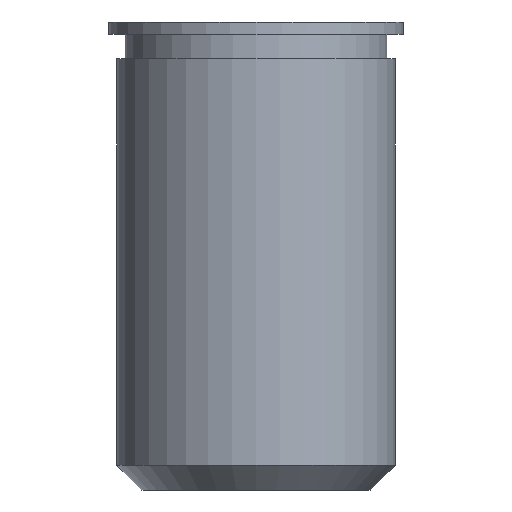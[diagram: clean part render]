
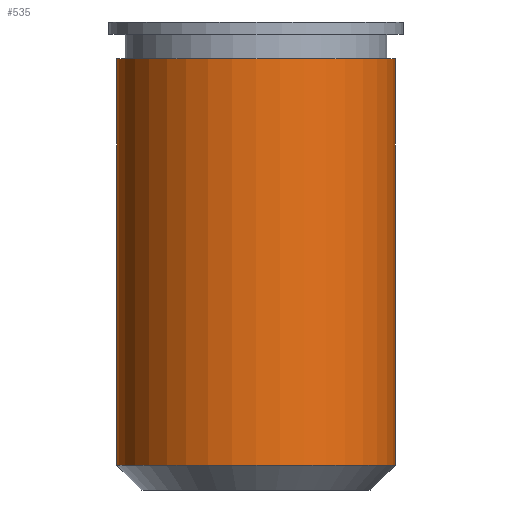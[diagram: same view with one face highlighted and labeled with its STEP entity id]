
A CAD part, front view. The second image highlights one B-rep face of the part: STEP entity #535.
In plain terms, the highlighted cylindrical face has radius 4.312 mm (diameter 8.623 mm), a partial arc.
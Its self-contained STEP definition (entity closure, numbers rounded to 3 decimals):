
#15 = CARTESIAN_POINT ( 'NONE',  ( -4.312, 0., 7.25 ) ) ;
#23 = DIRECTION ( 'NONE',  ( 0., 0., 1. ) ) ;
#28 = VECTOR ( 'NONE', #549, 1000. ) ;
#49 = VERTEX_POINT ( 'NONE', #231 ) ;
#91 = CARTESIAN_POINT ( 'NONE',  ( -4.312, 0., -6.488 ) ) ;
#95 = CARTESIAN_POINT ( 'NONE',  ( 4.312, 0., -6.488 ) ) ;
#112 = VERTEX_POINT ( 'NONE', #540 ) ;
#143 = ORIENTED_EDGE ( 'NONE', *, *, #500, .F. ) ;
#188 = ORIENTED_EDGE ( 'NONE', *, *, #401, .T. ) ;
#189 = LINE ( 'NONE', #15, #546 ) ;
#194 = CARTESIAN_POINT ( 'NONE',  ( 0., 0., -6.488 ) ) ;
#196 = DIRECTION ( 'NONE',  ( 1., 0., 0. ) ) ;
#199 = VERTEX_POINT ( 'NONE', #95 ) ;
#216 = ORIENTED_EDGE ( 'NONE', *, *, #278, .F. ) ;
#231 = CARTESIAN_POINT ( 'NONE',  ( -4.312, 0., 6.107 ) ) ;
#232 = CIRCLE ( 'NONE', #244, 4.312 ) ;
#235 = VERTEX_POINT ( 'NONE', #91 ) ;
#244 = AXIS2_PLACEMENT_3D ( 'NONE', #326, #455, #315 ) ;
#278 = EDGE_CURVE ( 'NONE', #235, #49, #189, .T. ) ;
#289 = CIRCLE ( 'NONE', #313, 4.312 ) ;
#296 = DIRECTION ( 'NONE',  ( 1., 0., 0. ) ) ;
#301 = ORIENTED_EDGE ( 'NONE', *, *, #332, .T. ) ;
#313 = AXIS2_PLACEMENT_3D ( 'NONE', #194, #411, #196 ) ;
#315 = DIRECTION ( 'NONE',  ( 1., 0., 0. ) ) ;
#326 = CARTESIAN_POINT ( 'NONE',  ( 0., 0., 6.107 ) ) ;
#332 = EDGE_CURVE ( 'NONE', #235, #199, #289, .T. ) ;
#341 = FACE_OUTER_BOUND ( 'NONE', #431, .T. ) ;
#401 = EDGE_CURVE ( 'NONE', #199, #112, #487, .T. ) ;
#411 = DIRECTION ( 'NONE',  ( 0., 0., 1. ) ) ;
#428 = CARTESIAN_POINT ( 'NONE',  ( 4.312, 0., 7.25 ) ) ;
#431 = EDGE_LOOP ( 'NONE', ( #216, #301, #188, #143 ) ) ;
#443 = DIRECTION ( 'NONE',  ( 0., 0., 1. ) ) ;
#449 = AXIS2_PLACEMENT_3D ( 'NONE', #522, #443, #296 ) ;
#455 = DIRECTION ( 'NONE',  ( 0., 0., 1. ) ) ;
#462 = CYLINDRICAL_SURFACE ( 'NONE', #449, 4.312 ) ;
#487 = LINE ( 'NONE', #428, #28 ) ;
#500 = EDGE_CURVE ( 'NONE', #49, #112, #232, .T. ) ;
#522 = CARTESIAN_POINT ( 'NONE',  ( 0., 0., 7.25 ) ) ;
#535 = ADVANCED_FACE ( 'NONE', ( #341 ), #462, .T. ) ;
#540 = CARTESIAN_POINT ( 'NONE',  ( 4.312, 0., 6.107 ) ) ;
#546 = VECTOR ( 'NONE', #23, 1000. ) ;
#549 = DIRECTION ( 'NONE',  ( 0., 0., 1. ) ) ;
